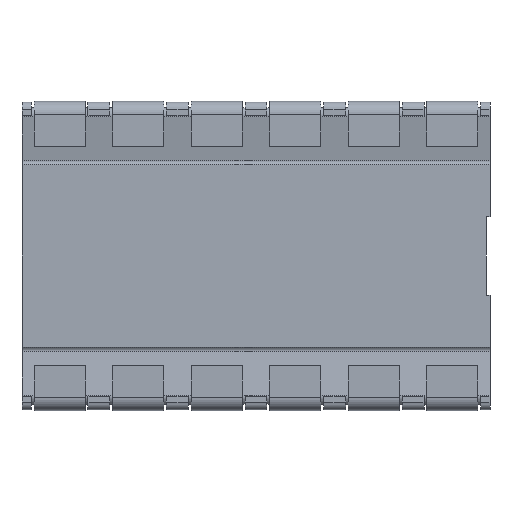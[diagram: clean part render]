
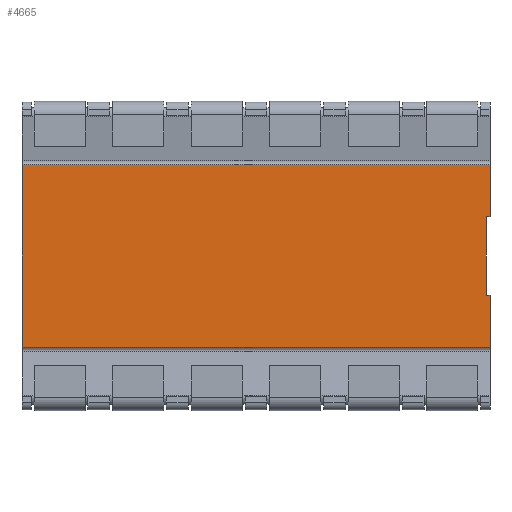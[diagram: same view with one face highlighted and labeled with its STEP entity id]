
A CAD part, front view. The second image highlights one B-rep face of the part: STEP entity #4665.
In plain terms, the highlighted planar face has unit normal (0, -1, 0).
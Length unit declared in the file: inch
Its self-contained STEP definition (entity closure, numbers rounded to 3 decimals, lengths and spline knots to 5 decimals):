
#2=DIRECTION('',(1.,0.,0.));
#3=VECTOR('',#2,0.005);
#4=CARTESIAN_POINT('',(0.293,-0.043,-0.05));
#5=LINE('',#4,#3);
#6=DIRECTION('',(-1.,0.,0.));
#7=VECTOR('',#6,0.596);
#8=CARTESIAN_POINT('',(0.298,-0.043,-0.116));
#9=LINE('',#8,#7);
#10=DIRECTION('',(0.,0.,1.));
#11=VECTOR('',#10,0.232);
#12=CARTESIAN_POINT('',(-0.298,-0.043,-0.116));
#13=LINE('',#12,#11);
#14=DIRECTION('',(0.,0.,-1.));
#15=VECTOR('',#14,0.1);
#16=CARTESIAN_POINT('',(0.293,-0.043,0.05));
#17=LINE('',#16,#15);
#38=DIRECTION('',(1.,0.,0.));
#39=VECTOR('',#38,0.005);
#40=CARTESIAN_POINT('',(0.293,-0.043,0.05));
#41=LINE('',#40,#39);
#46=DIRECTION('',(0.,0.,1.));
#47=VECTOR('',#46,0.066);
#48=CARTESIAN_POINT('',(0.298,-0.043,0.05));
#49=LINE('',#48,#47);
#82=DIRECTION('',(-1.,0.,0.));
#83=VECTOR('',#82,0.596);
#84=CARTESIAN_POINT('',(0.298,-0.043,0.116));
#85=LINE('',#84,#83);
#194=DIRECTION('',(0.,0.,1.));
#195=VECTOR('',#194,0.066);
#196=CARTESIAN_POINT('',(0.298,-0.043,-0.116));
#197=LINE('',#196,#195);
#3642=CARTESIAN_POINT('',(0.293,-0.043,-0.05));
#3643=CARTESIAN_POINT('',(0.298,-0.043,-0.05));
#3644=VERTEX_POINT('',#3642);
#3645=VERTEX_POINT('',#3643);
#3646=CARTESIAN_POINT('',(0.298,-0.043,-0.116));
#3647=VERTEX_POINT('',#3646);
#3648=CARTESIAN_POINT('',(-0.298,-0.043,-0.116));
#3649=VERTEX_POINT('',#3648);
#3650=CARTESIAN_POINT('',(-0.298,-0.043,0.116));
#3651=VERTEX_POINT('',#3650);
#3652=CARTESIAN_POINT('',(0.298,-0.043,0.116));
#3653=VERTEX_POINT('',#3652);
#3654=CARTESIAN_POINT('',(0.298,-0.043,0.05));
#3655=VERTEX_POINT('',#3654);
#3656=CARTESIAN_POINT('',(0.293,-0.043,0.05));
#3657=VERTEX_POINT('',#3656);
#4642=CARTESIAN_POINT('',(0.,-0.043,0.));
#4643=DIRECTION('',(0.,1.,0.));
#4644=DIRECTION('',(0.,0.,-1.));
#4645=AXIS2_PLACEMENT_3D('',#4642,#4643,#4644);
#4646=PLANE('',#4645);
#4648=ORIENTED_EDGE('',*,*,#4647,.T.);
#4650=ORIENTED_EDGE('',*,*,#4649,.F.);
#4652=ORIENTED_EDGE('',*,*,#4651,.T.);
#4654=ORIENTED_EDGE('',*,*,#4653,.T.);
#4656=ORIENTED_EDGE('',*,*,#4655,.F.);
#4658=ORIENTED_EDGE('',*,*,#4657,.F.);
#4660=ORIENTED_EDGE('',*,*,#4659,.F.);
#4662=ORIENTED_EDGE('',*,*,#4661,.T.);
#4663=EDGE_LOOP('',(#4648,#4650,#4652,#4654,#4656,#4658,#4660,#4662));
#4664=FACE_OUTER_BOUND('',#4663,.F.);
#4665=ADVANCED_FACE('',(#4664),#4646,.F.);
#4647=EDGE_CURVE('',#3644,#3645,#5,.T.);
#4649=EDGE_CURVE('',#3647,#3645,#197,.T.);
#4651=EDGE_CURVE('',#3647,#3649,#9,.T.);
#4653=EDGE_CURVE('',#3649,#3651,#13,.T.);
#4655=EDGE_CURVE('',#3653,#3651,#85,.T.);
#4657=EDGE_CURVE('',#3655,#3653,#49,.T.);
#4659=EDGE_CURVE('',#3657,#3655,#41,.T.);
#4661=EDGE_CURVE('',#3657,#3644,#17,.T.);
